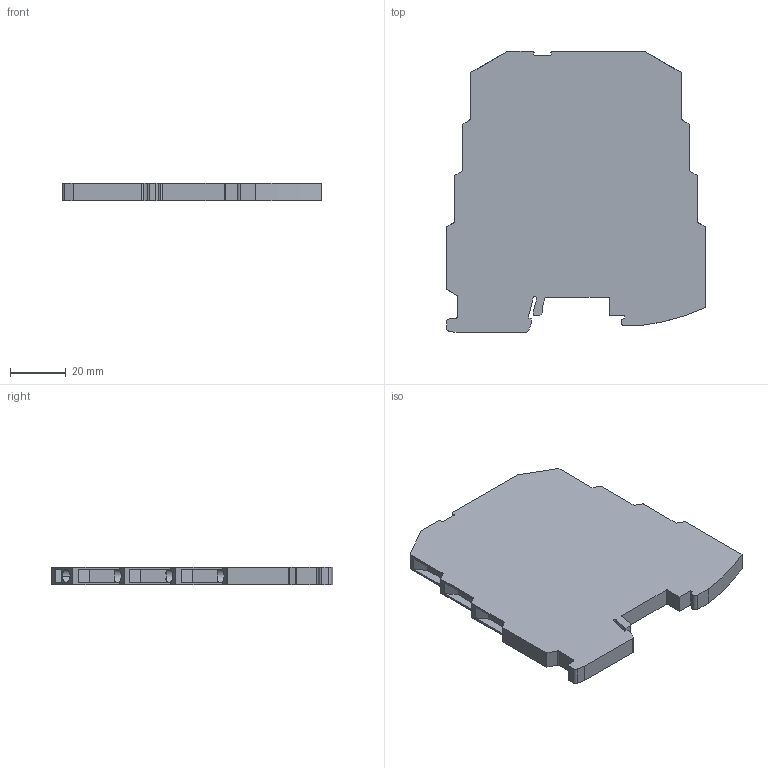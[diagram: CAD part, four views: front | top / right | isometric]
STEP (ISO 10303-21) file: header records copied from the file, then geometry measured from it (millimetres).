
FILE_DESCRIPTION(('SolidDesigner STEP Export'),'2;1');
FILE_NAME('MCR-SL-C-UI-UI-DC-ZF-NC.stp','2010-03-17T 9:24:10',(''),(''),'CoCreate Modeling STEP processor for AP214 (Solid Model)','CoCreate Modeling 16.00A 16-Aug-2008 (C) Parametric Technology GmbH','');
FILE_SCHEMA(('AUTOMOTIVE_DESIGN { 1 0 10303 214 1 1 1 1 }'));
Length unit declared in the file: millimetre
Products named in the file (2): MCR-SL-C-UI-UI-DC-ZF-NC
Assembly tree (1 placements, depth 2):
  MCR-SL-C-UI-UI-DC-ZF-NC
    MCR-SL-C-UI-UI-DC-ZF-NC
Bounding box: 93.1 x 101.2 x 6.3 mm (x, y, z)
Volume: 48774.2 mm3; surface area: 19555.3 mm2
Topology: 1 solids, 1 shells, 214 faces, 588 edges, 380 vertices
Faces by surface type: plane 138, cylinder 76
Entity records: 7333 total; most frequent: ORIENTED_EDGE 1176, CARTESIAN_POINT 986, DIRECTION 850, EDGE_CURVE 588, VERTEX_POINT 380, VECTOR 362, LINE 362, AXIS2_PLACEMENT_3D 244
